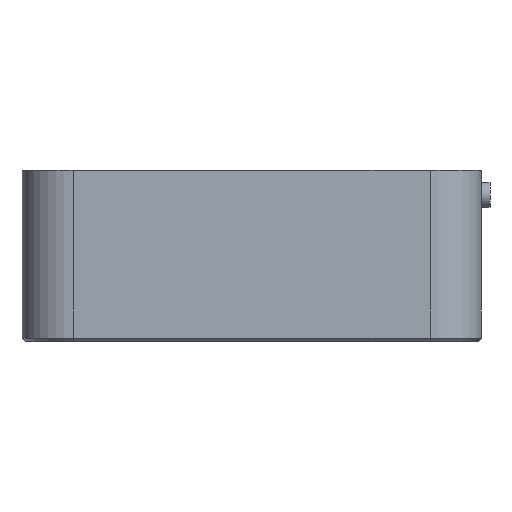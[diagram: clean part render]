
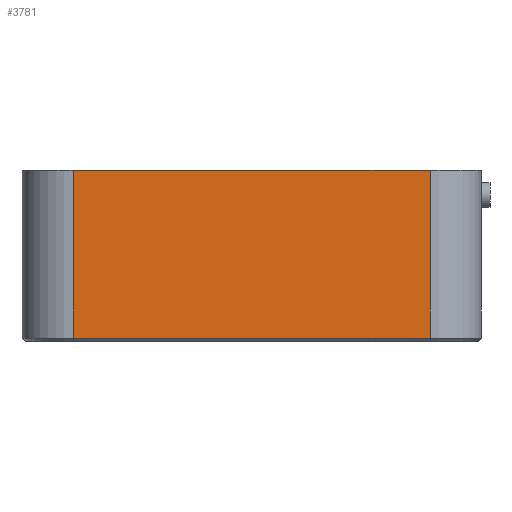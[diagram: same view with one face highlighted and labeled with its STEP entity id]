
A CAD part, front view. The second image highlights one B-rep face of the part: STEP entity #3781.
In plain terms, the highlighted planar face has unit normal (0, -1, 0).
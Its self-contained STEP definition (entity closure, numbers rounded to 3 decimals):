
#240=LINE('',#6201,#504);
#255=LINE('',#6240,#519);
#319=LINE('',#6447,#583);
#322=LINE('',#6453,#586);
#504=VECTOR('',#5056,10.);
#519=VECTOR('',#5099,10.);
#583=VECTOR('',#5353,10.);
#586=VECTOR('',#5362,10.);
#1060=FACE_OUTER_BOUND('',#1424,.T.);
#1424=EDGE_LOOP('',(#3528,#3529,#3530,#3531));
#1933=VERTEX_POINT('',#6193);
#1935=VERTEX_POINT('',#6199);
#1945=VERTEX_POINT('',#6239);
#1993=VERTEX_POINT('',#6446);
#2381=EDGE_CURVE('',#1935,#1933,#240,.T.);
#2400=EDGE_CURVE('',#1933,#1945,#255,.T.);
#2503=EDGE_CURVE('',#1945,#1993,#319,.T.);
#2507=EDGE_CURVE('',#1935,#1993,#322,.T.);
#3528=ORIENTED_EDGE('',*,*,#2381,.F.);
#3529=ORIENTED_EDGE('',*,*,#2507,.T.);
#3530=ORIENTED_EDGE('',*,*,#2503,.F.);
#3531=ORIENTED_EDGE('',*,*,#2400,.F.);
#3591=PLANE('',#4230);
#3781=ADVANCED_FACE('',(#1060),#3591,.T.);
#4230=AXIS2_PLACEMENT_3D('',#6454,#5363,#5364);
#5056=DIRECTION('',(-1.,0.,0.));
#5099=DIRECTION('',(0.,0.,1.));
#5353=DIRECTION('',(1.,0.,0.));
#5362=DIRECTION('',(0.,0.,1.));
#5363=DIRECTION('center_axis',(0.,-1.,0.));
#5364=DIRECTION('ref_axis',(1.,0.,0.));
#6193=CARTESIAN_POINT('',(-47.72,0.,-19.6));
#6199=CARTESIAN_POINT('',(-6.,0.,-19.6));
#6201=CARTESIAN_POINT('',(-37.29,0.,-19.6));
#6239=CARTESIAN_POINT('',(-47.72,0.,0.));
#6240=CARTESIAN_POINT('',(-47.72,0.,-20.));
#6446=CARTESIAN_POINT('',(-6.,0.,0.));
#6447=CARTESIAN_POINT('',(-37.29,0.,0.));
#6453=CARTESIAN_POINT('',(-6.,0.,-20.));
#6454=CARTESIAN_POINT('Origin',(-47.72,0.,-20.));
